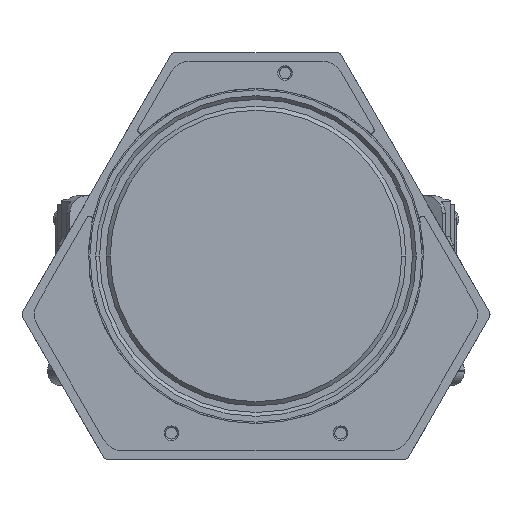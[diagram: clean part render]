
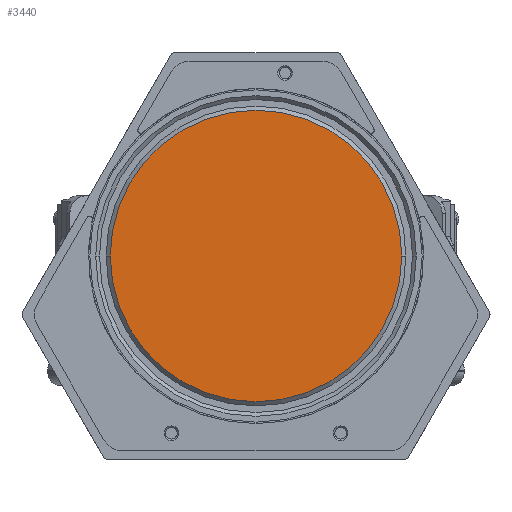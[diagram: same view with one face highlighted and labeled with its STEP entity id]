
A CAD part, front view. The second image highlights one B-rep face of the part: STEP entity #3440.
In plain terms, the highlighted planar face has unit normal (0, -1, 0).
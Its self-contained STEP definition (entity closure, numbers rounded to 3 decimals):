
#3440=ADVANCED_FACE('',(#6137),#24585,.T.);
#6137=FACE_OUTER_BOUND('',#9205,.F.);
#9205=EDGE_LOOP('',(#15187,#15188));
#15187=ORIENTED_EDGE('',*,*,#38652,.F.);
#15188=ORIENTED_EDGE('',*,*,#38650,.F.);
#24585=PLANE('',#52115);
#38650=EDGE_CURVE('',#47091,#47090,#44007,.T.);
#38652=EDGE_CURVE('',#47090,#47091,#44009,.T.);
#44007=CIRCLE('',#52105,25.05);
#44009=CIRCLE('',#52107,25.05);
#47090=VERTEX_POINT('',#74985);
#47091=VERTEX_POINT('',#74986);
#52105=AXIS2_PLACEMENT_3D('',#74990,#60290,#60291);
#52107=AXIS2_PLACEMENT_3D('',#74992,#60294,#60295);
#52115=AXIS2_PLACEMENT_3D('',#75006,#60316,#60317);
#60290=DIRECTION('',(0.,-1.,0.));
#60291=DIRECTION('',(1.,0.,0.));
#60294=DIRECTION('',(0.,-1.,0.));
#60295=DIRECTION('',(-1.,0.,0.));
#60316=DIRECTION('',(0.,-1.,0.));
#60317=DIRECTION('',(0.,0.,-1.));
#74985=CARTESIAN_POINT('',(-25.05,-0.5,0.));
#74986=CARTESIAN_POINT('',(25.05,-0.5,0.));
#74990=CARTESIAN_POINT('',(0.,-0.5,0.));
#74992=CARTESIAN_POINT('',(0.,-0.5,0.));
#75006=CARTESIAN_POINT('',(-25.755,-0.5,25.755));
